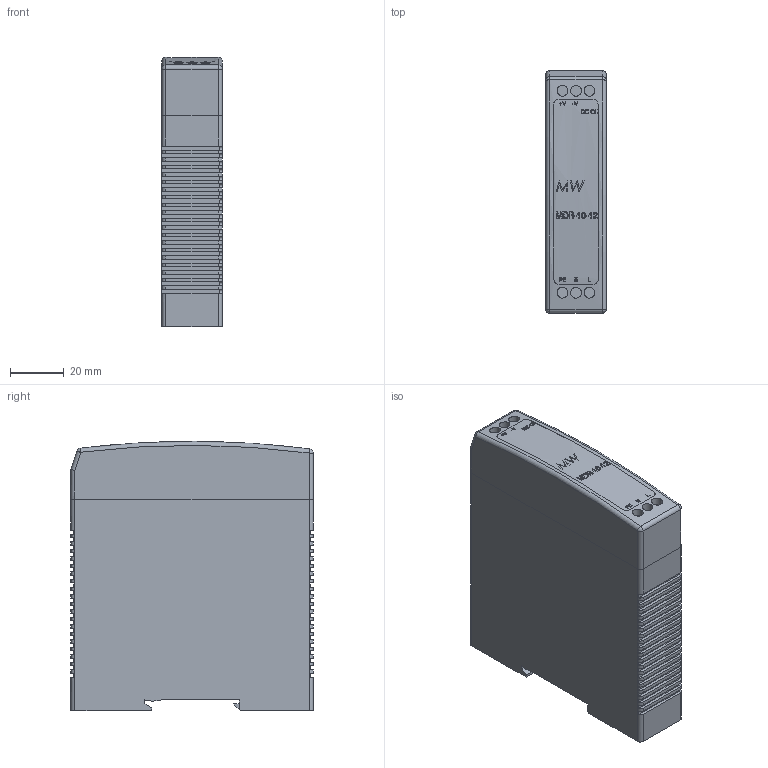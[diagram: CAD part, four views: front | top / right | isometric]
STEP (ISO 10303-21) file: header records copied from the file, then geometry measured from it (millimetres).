
FILE_DESCRIPTION (( 'STEP AP214' ), '1' );
FILE_NAME ('ALIM MEAN WELL MDR-10-12.STEP', '2022-12-08T09:35:57', ( '' ), ( '' ), 'SwSTEP 2.0', 'SolidWorks 2019', '' );
FILE_SCHEMA (( 'AUTOMOTIVE_DESIGN' ));
Length unit declared in the file: millimetre
Products named in the file (1): ALIM MEAN WELL MDR-10-12
Bounding box: 22.5 x 90 x 100 mm (x, y, z)
Volume: 191679.1 mm3; surface area: 35770.5 mm2
Topology: 3 solids, 3 shells, 491 faces, 1475 edges, 1027 vertices
Faces by surface type: plane 312, cylinder 130, bspline 43, sphere 4, torus 2
Full cylindrical faces by diameter (mm): 4 x6, 5 x1
Entity records: 22975 total; most frequent: CARTESIAN_POINT 9755, ORIENTED_EDGE 2932, DIRECTION 2503, EDGE_CURVE 1466, VERTEX_POINT 1027, VECTOR 891, LINE 891, AXIS2_PLACEMENT_3D 806
